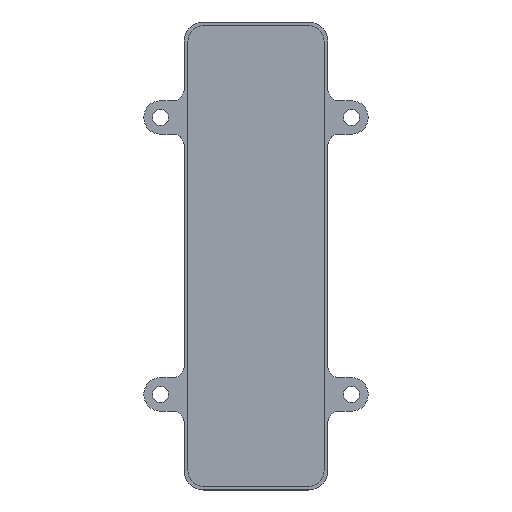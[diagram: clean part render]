
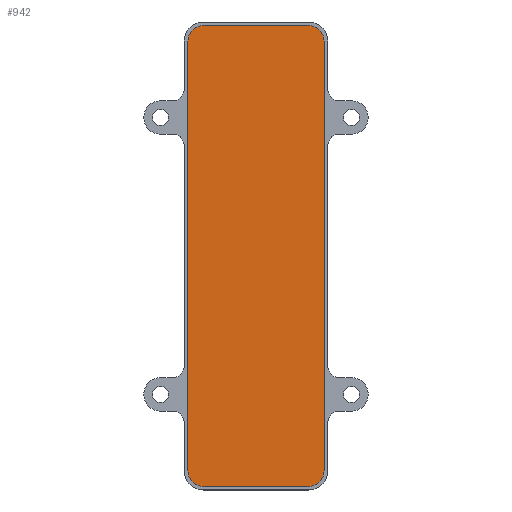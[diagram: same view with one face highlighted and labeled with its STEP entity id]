
A CAD part, top view. The second image highlights one B-rep face of the part: STEP entity #942.
In plain terms, the highlighted planar face has unit normal (0, 0, 1).
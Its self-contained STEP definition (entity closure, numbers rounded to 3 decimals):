
#48=FACE_OUTER_BOUND('',#99,.T.);
#99=EDGE_LOOP('',(#631,#632,#633,#634,#635,#636,#637,#638));
#159=LINE('',#1406,#253);
#160=LINE('',#1410,#254);
#161=LINE('',#1414,#255);
#162=LINE('',#1417,#256);
#253=VECTOR('',#1112,10.);
#254=VECTOR('',#1115,10.);
#255=VECTOR('',#1118,10.);
#256=VECTOR('',#1121,10.);
#347=CIRCLE('',#1008,3.25);
#348=CIRCLE('',#1009,3.25);
#349=CIRCLE('',#1010,3.25);
#350=CIRCLE('',#1011,3.25);
#395=VERTEX_POINT('',#1402);
#396=VERTEX_POINT('',#1403);
#397=VERTEX_POINT('',#1405);
#398=VERTEX_POINT('',#1407);
#399=VERTEX_POINT('',#1409);
#400=VERTEX_POINT('',#1411);
#401=VERTEX_POINT('',#1413);
#402=VERTEX_POINT('',#1415);
#489=EDGE_CURVE('',#395,#396,#347,.T.);
#490=EDGE_CURVE('',#397,#395,#159,.T.);
#491=EDGE_CURVE('',#398,#397,#348,.T.);
#492=EDGE_CURVE('',#399,#398,#160,.T.);
#493=EDGE_CURVE('',#400,#399,#349,.T.);
#494=EDGE_CURVE('',#401,#400,#161,.T.);
#495=EDGE_CURVE('',#402,#401,#350,.T.);
#496=EDGE_CURVE('',#396,#402,#162,.T.);
#631=ORIENTED_EDGE('',*,*,#489,.F.);
#632=ORIENTED_EDGE('',*,*,#490,.F.);
#633=ORIENTED_EDGE('',*,*,#491,.F.);
#634=ORIENTED_EDGE('',*,*,#492,.F.);
#635=ORIENTED_EDGE('',*,*,#493,.F.);
#636=ORIENTED_EDGE('',*,*,#494,.F.);
#637=ORIENTED_EDGE('',*,*,#495,.F.);
#638=ORIENTED_EDGE('',*,*,#496,.F.);
#915=PLANE('',#1007);
#942=ADVANCED_FACE('',(#48),#915,.F.);
#1007=AXIS2_PLACEMENT_3D('',#1401,#1108,#1109);
#1008=AXIS2_PLACEMENT_3D('',#1404,#1110,#1111);
#1009=AXIS2_PLACEMENT_3D('',#1408,#1113,#1114);
#1010=AXIS2_PLACEMENT_3D('',#1412,#1116,#1117);
#1011=AXIS2_PLACEMENT_3D('',#1416,#1119,#1120);
#1108=DIRECTION('center_axis',(0.,0.,-1.));
#1109=DIRECTION('ref_axis',(1.,0.,0.));
#1110=DIRECTION('center_axis',(0.,0.,-1.));
#1111=DIRECTION('ref_axis',(1.,0.,0.));
#1112=DIRECTION('',(1.,0.,0.));
#1113=DIRECTION('center_axis',(0.,0.,-1.));
#1114=DIRECTION('ref_axis',(0.,1.,0.));
#1115=DIRECTION('',(0.,1.,0.));
#1116=DIRECTION('center_axis',(0.,0.,-1.));
#1117=DIRECTION('ref_axis',(-1.,0.,0.));
#1118=DIRECTION('',(-1.,0.,0.));
#1119=DIRECTION('center_axis',(0.,0.,-1.));
#1120=DIRECTION('ref_axis',(0.,-1.,0.));
#1121=DIRECTION('',(0.,-1.,0.));
#1401=CARTESIAN_POINT('Origin',(20.,29.,-6.25));
#1402=CARTESIAN_POINT('',(31.,77.25,-6.25));
#1403=CARTESIAN_POINT('',(34.25,74.,-6.25));
#1404=CARTESIAN_POINT('Origin',(31.,74.,-6.25));
#1405=CARTESIAN_POINT('',(9.,77.25,-6.25));
#1406=CARTESIAN_POINT('',(14.5,77.25,-6.25));
#1407=CARTESIAN_POINT('',(5.75,74.,-6.25));
#1408=CARTESIAN_POINT('Origin',(9.,74.,-6.25));
#1409=CARTESIAN_POINT('',(5.75,-16.,-6.25));
#1410=CARTESIAN_POINT('',(5.75,6.5,-6.25));
#1411=CARTESIAN_POINT('',(9.,-19.25,-6.25));
#1412=CARTESIAN_POINT('Origin',(9.,-16.,-6.25));
#1413=CARTESIAN_POINT('',(31.,-19.25,-6.25));
#1414=CARTESIAN_POINT('',(25.5,-19.25,-6.25));
#1415=CARTESIAN_POINT('',(34.25,-16.,-6.25));
#1416=CARTESIAN_POINT('Origin',(31.,-16.,-6.25));
#1417=CARTESIAN_POINT('',(34.25,51.5,-6.25));
